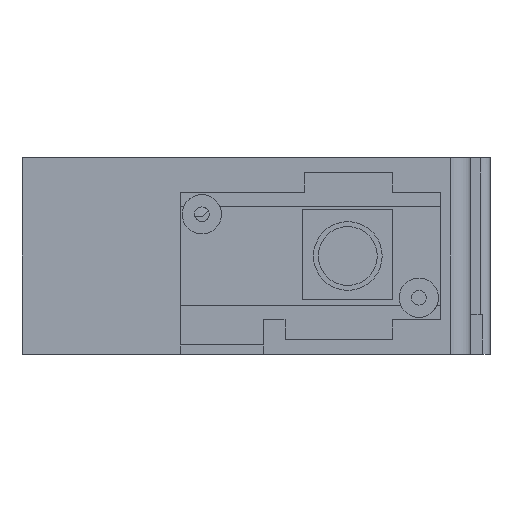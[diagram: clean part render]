
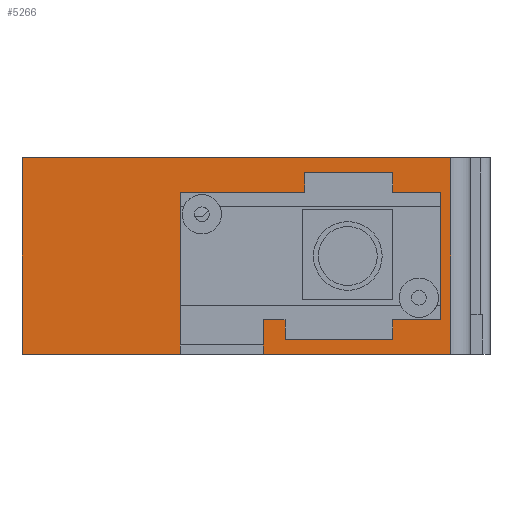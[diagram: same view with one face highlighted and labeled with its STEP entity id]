
A CAD part, front view. The second image highlights one B-rep face of the part: STEP entity #5266.
In plain terms, the highlighted planar face has unit normal (0, -1, 0).
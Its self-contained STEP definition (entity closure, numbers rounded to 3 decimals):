
#5188=AXIS2_PLACEMENT_3D('Plane Axis2P3D',#5185,#5186,#5187) ;
#2170=CARTESIAN_POINT('Vertex',(7.3,-13.,11.5)) ;
#2173=CARTESIAN_POINT('Line Origine',(7.3,-13.,5.)) ;
#2177=CARTESIAN_POINT('Vertex',(7.3,-13.,-1.5)) ;
#2606=CARTESIAN_POINT('Vertex',(33.9,-13.,-1.5)) ;
#2609=CARTESIAN_POINT('Line Origine',(33.9,-13.,5.)) ;
#2613=CARTESIAN_POINT('Vertex',(33.9,-13.,11.5)) ;
#4731=CARTESIAN_POINT('Vertex',(-8.814,-13.,15.)) ;
#4734=CARTESIAN_POINT('Line Origine',(13.043,-13.,15.)) ;
#4738=CARTESIAN_POINT('Vertex',(34.9,-13.,15.)) ;
#4798=CARTESIAN_POINT('Vertex',(34.9,-13.,-5.)) ;
#4801=CARTESIAN_POINT('Line Origine',(25.35,-13.,-5.)) ;
#4805=CARTESIAN_POINT('Vertex',(15.8,-13.,-5.)) ;
#5052=CARTESIAN_POINT('Vertex',(7.3,-13.,-5.)) ;
#5055=CARTESIAN_POINT('Line Origine',(-0.757,-13.,-5.)) ;
#5059=CARTESIAN_POINT('Vertex',(-8.814,-13.,-5.)) ;
#5086=CARTESIAN_POINT('Vertex',(29.,-13.,11.5)) ;
#5089=CARTESIAN_POINT('Line Origine',(31.45,-13.,11.5)) ;
#5106=CARTESIAN_POINT('Line Origine',(29.,-13.,12.5)) ;
#5110=CARTESIAN_POINT('Vertex',(29.,-13.,13.5)) ;
#5130=CARTESIAN_POINT('Line Origine',(24.5,-13.,13.5)) ;
#5134=CARTESIAN_POINT('Vertex',(20.,-13.,13.5)) ;
#5154=CARTESIAN_POINT('Line Origine',(20.,-13.,12.5)) ;
#5158=CARTESIAN_POINT('Vertex',(20.,-13.,11.5)) ;
#5173=CARTESIAN_POINT('Line Origine',(13.65,-13.,11.5)) ;
#5185=CARTESIAN_POINT('Axis2P3D Location',(-6.814,-13.,10.)) ;
#5190=CARTESIAN_POINT('Line Origine',(-8.814,-13.,5.)) ;
#5195=CARTESIAN_POINT('Line Origine',(7.3,-13.,-3.25)) ;
#5200=CARTESIAN_POINT('Line Origine',(31.45,-13.,-1.5)) ;
#5204=CARTESIAN_POINT('Vertex',(29.,-13.,-1.5)) ;
#5207=CARTESIAN_POINT('Line Origine',(29.,-13.,-2.5)) ;
#5211=CARTESIAN_POINT('Vertex',(29.,-13.,-3.5)) ;
#5214=CARTESIAN_POINT('Line Origine',(23.5,-13.,-3.5)) ;
#5218=CARTESIAN_POINT('Vertex',(18.,-13.,-3.5)) ;
#5221=CARTESIAN_POINT('Line Origine',(18.,-13.,-2.5)) ;
#5225=CARTESIAN_POINT('Vertex',(18.,-13.,-1.5)) ;
#5228=CARTESIAN_POINT('Line Origine',(16.9,-13.,-1.5)) ;
#5232=CARTESIAN_POINT('Vertex',(15.8,-13.,-1.5)) ;
#5235=CARTESIAN_POINT('Line Origine',(15.8,-13.,-3.25)) ;
#5240=CARTESIAN_POINT('Line Origine',(34.9,-13.,5.)) ;
#2174=DIRECTION('Vector Direction',(0.,0.,-1.)) ;
#2610=DIRECTION('Vector Direction',(0.,0.,1.)) ;
#4735=DIRECTION('Vector Direction',(1.,0.,0.)) ;
#4802=DIRECTION('Vector Direction',(1.,0.,0.)) ;
#5056=DIRECTION('Vector Direction',(1.,0.,0.)) ;
#5090=DIRECTION('Vector Direction',(1.,0.,0.)) ;
#5107=DIRECTION('Vector Direction',(0.,0.,1.)) ;
#5131=DIRECTION('Vector Direction',(1.,0.,0.)) ;
#5155=DIRECTION('Vector Direction',(0.,0.,-1.)) ;
#5174=DIRECTION('Vector Direction',(1.,0.,0.)) ;
#5186=DIRECTION('Axis2P3D Direction',(-0.,-1.,-0.)) ;
#5187=DIRECTION('Axis2P3D XDirection',(-1.,0.,0.)) ;
#5191=DIRECTION('Vector Direction',(0.,0.,-1.)) ;
#5196=DIRECTION('Vector Direction',(0.,0.,-1.)) ;
#5201=DIRECTION('Vector Direction',(-1.,0.,0.)) ;
#5208=DIRECTION('Vector Direction',(0.,0.,1.)) ;
#5215=DIRECTION('Vector Direction',(-1.,0.,0.)) ;
#5222=DIRECTION('Vector Direction',(0.,0.,-1.)) ;
#5229=DIRECTION('Vector Direction',(-1.,0.,0.)) ;
#5236=DIRECTION('Vector Direction',(0.,0.,1.)) ;
#5241=DIRECTION('Vector Direction',(0.,0.,1.)) ;
#2175=VECTOR('Line Direction',#2174,1.) ;
#2611=VECTOR('Line Direction',#2610,1.) ;
#4736=VECTOR('Line Direction',#4735,1.) ;
#4803=VECTOR('Line Direction',#4802,1.) ;
#5057=VECTOR('Line Direction',#5056,1.) ;
#5091=VECTOR('Line Direction',#5090,1.) ;
#5108=VECTOR('Line Direction',#5107,1.) ;
#5132=VECTOR('Line Direction',#5131,1.) ;
#5156=VECTOR('Line Direction',#5155,1.) ;
#5175=VECTOR('Line Direction',#5174,1.) ;
#5192=VECTOR('Line Direction',#5191,1.) ;
#5197=VECTOR('Line Direction',#5196,1.) ;
#5202=VECTOR('Line Direction',#5201,1.) ;
#5209=VECTOR('Line Direction',#5208,1.) ;
#5216=VECTOR('Line Direction',#5215,1.) ;
#5223=VECTOR('Line Direction',#5222,1.) ;
#5230=VECTOR('Line Direction',#5229,1.) ;
#5237=VECTOR('Line Direction',#5236,1.) ;
#5242=VECTOR('Line Direction',#5241,1.) ;
#5246=ORIENTED_EDGE('',*,*,#4740,.T.) ;
#5247=ORIENTED_EDGE('',*,*,#5194,.T.) ;
#5248=ORIENTED_EDGE('',*,*,#5061,.F.) ;
#5249=ORIENTED_EDGE('',*,*,#5199,.F.) ;
#5250=ORIENTED_EDGE('',*,*,#2179,.F.) ;
#5251=ORIENTED_EDGE('',*,*,#5177,.F.) ;
#5252=ORIENTED_EDGE('',*,*,#5160,.F.) ;
#5253=ORIENTED_EDGE('',*,*,#5136,.F.) ;
#5254=ORIENTED_EDGE('',*,*,#5112,.F.) ;
#5255=ORIENTED_EDGE('',*,*,#5093,.F.) ;
#5256=ORIENTED_EDGE('',*,*,#2615,.F.) ;
#5257=ORIENTED_EDGE('',*,*,#5206,.F.) ;
#5258=ORIENTED_EDGE('',*,*,#5213,.F.) ;
#5259=ORIENTED_EDGE('',*,*,#5220,.F.) ;
#5260=ORIENTED_EDGE('',*,*,#5227,.F.) ;
#5261=ORIENTED_EDGE('',*,*,#5234,.F.) ;
#5262=ORIENTED_EDGE('',*,*,#5239,.F.) ;
#5263=ORIENTED_EDGE('',*,*,#4807,.F.) ;
#5264=ORIENTED_EDGE('',*,*,#5244,.F.) ;
#5266=ADVANCED_FACE('\X2\96F64EF651E04F554F53\X0\',(#5265),#5189,.T.) ;
#2179=EDGE_CURVE('',#2171,#2178,#2176,.T.) ;
#2615=EDGE_CURVE('',#2607,#2614,#2612,.T.) ;
#4740=EDGE_CURVE('',#4739,#4732,#4737,.F.) ;
#4807=EDGE_CURVE('',#4799,#4806,#4804,.F.) ;
#5061=EDGE_CURVE('',#5053,#5060,#5058,.F.) ;
#5093=EDGE_CURVE('',#2614,#5087,#5092,.F.) ;
#5112=EDGE_CURVE('',#5087,#5111,#5109,.T.) ;
#5136=EDGE_CURVE('',#5111,#5135,#5133,.F.) ;
#5160=EDGE_CURVE('',#5135,#5159,#5157,.T.) ;
#5177=EDGE_CURVE('',#5159,#2171,#5176,.F.) ;
#5194=EDGE_CURVE('',#4732,#5060,#5193,.T.) ;
#5199=EDGE_CURVE('',#2178,#5053,#5198,.T.) ;
#5206=EDGE_CURVE('',#5205,#2607,#5203,.F.) ;
#5213=EDGE_CURVE('',#5212,#5205,#5210,.T.) ;
#5220=EDGE_CURVE('',#5219,#5212,#5217,.F.) ;
#5227=EDGE_CURVE('',#5226,#5219,#5224,.T.) ;
#5234=EDGE_CURVE('',#5233,#5226,#5231,.F.) ;
#5239=EDGE_CURVE('',#4806,#5233,#5238,.T.) ;
#5244=EDGE_CURVE('',#4739,#4799,#5243,.F.) ;
#5245=EDGE_LOOP('',(#5246,#5247,#5248,#5249,#5250,#5251,#5252,#5253,#5254,#5255,#5256,#5257,#5258,#5259,#5260,#5261,#5262,#5263,#5264)) ;
#5265=FACE_OUTER_BOUND('',#5245,.T.) ;
#2176=LINE('Line',#2173,#2175) ;
#2612=LINE('Line',#2609,#2611) ;
#4737=LINE('Line',#4734,#4736) ;
#4804=LINE('Line',#4801,#4803) ;
#5058=LINE('Line',#5055,#5057) ;
#5092=LINE('Line',#5089,#5091) ;
#5109=LINE('Line',#5106,#5108) ;
#5133=LINE('Line',#5130,#5132) ;
#5157=LINE('Line',#5154,#5156) ;
#5176=LINE('Line',#5173,#5175) ;
#5193=LINE('Line',#5190,#5192) ;
#5198=LINE('Line',#5195,#5197) ;
#5203=LINE('Line',#5200,#5202) ;
#5210=LINE('Line',#5207,#5209) ;
#5217=LINE('Line',#5214,#5216) ;
#5224=LINE('Line',#5221,#5223) ;
#5231=LINE('Line',#5228,#5230) ;
#5238=LINE('Line',#5235,#5237) ;
#5243=LINE('Line',#5240,#5242) ;
#5189=PLANE('',#5188) ;
#2171=VERTEX_POINT('',#2170) ;
#2178=VERTEX_POINT('',#2177) ;
#2607=VERTEX_POINT('',#2606) ;
#2614=VERTEX_POINT('',#2613) ;
#4732=VERTEX_POINT('',#4731) ;
#4739=VERTEX_POINT('',#4738) ;
#4799=VERTEX_POINT('',#4798) ;
#4806=VERTEX_POINT('',#4805) ;
#5053=VERTEX_POINT('',#5052) ;
#5060=VERTEX_POINT('',#5059) ;
#5087=VERTEX_POINT('',#5086) ;
#5111=VERTEX_POINT('',#5110) ;
#5135=VERTEX_POINT('',#5134) ;
#5159=VERTEX_POINT('',#5158) ;
#5205=VERTEX_POINT('',#5204) ;
#5212=VERTEX_POINT('',#5211) ;
#5219=VERTEX_POINT('',#5218) ;
#5226=VERTEX_POINT('',#5225) ;
#5233=VERTEX_POINT('',#5232) ;
